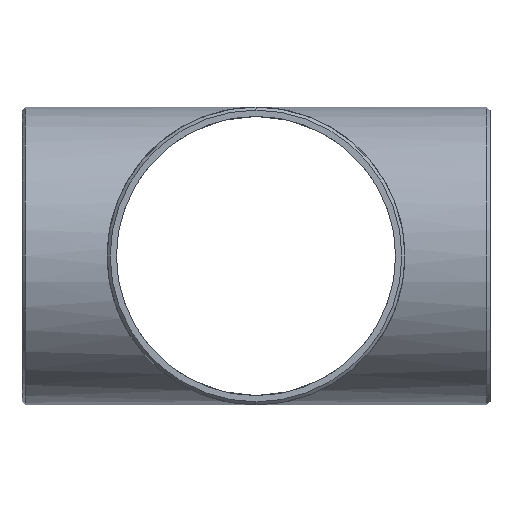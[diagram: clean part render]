
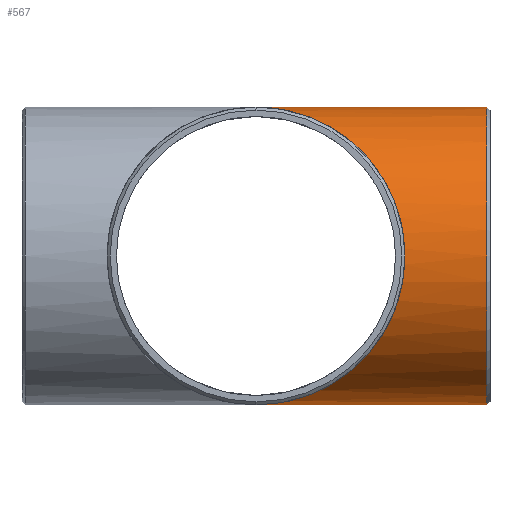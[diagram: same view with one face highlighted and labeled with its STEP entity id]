
A CAD part, left-side view. The second image highlights one B-rep face of the part: STEP entity #567.
In plain terms, the highlighted cylindrical face has radius 177.8 mm (diameter 355.6 mm), a partial arc.
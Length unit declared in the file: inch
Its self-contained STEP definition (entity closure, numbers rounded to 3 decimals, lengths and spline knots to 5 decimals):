
#42 = DIRECTION ( 'NONE',  ( 0., 1., 0. ) ) ;
#71 = CARTESIAN_POINT ( 'NONE',  ( 0., 0., 7. ) ) ;
#84 = CARTESIAN_POINT ( 'NONE',  ( 0., -10.854, -7. ) ) ;
#132 = EDGE_CURVE ( 'NONE', #691, #375, #141, .T. ) ;
#141 = CIRCLE ( 'NONE', #309, 7. ) ;
#233 = CARTESIAN_POINT ( 'NONE',  ( 0., -11., 7. ) ) ;
#242 = EDGE_CURVE ( 'NONE', #503, #274, #442, .T. ) ;
#260 = FACE_OUTER_BOUND ( 'NONE', #546, .T. ) ;
#267 = CARTESIAN_POINT ( 'NONE',  ( 0., 0., 7. ) ) ;
#274 = VERTEX_POINT ( 'NONE', #71 ) ;
#284 = CARTESIAN_POINT ( 'NONE',  ( 0., -11., -7. ) ) ;
#309 = AXIS2_PLACEMENT_3D ( 'NONE', #704, #525, #465 ) ;
#322 = CARTESIAN_POINT ( 'NONE',  ( 0., 0., -7. ) ) ;
#349 = EDGE_CURVE ( 'NONE', #691, #503, #641, .T. ) ;
#371 = ORIENTED_EDGE ( 'NONE', *, *, #132, .T. ) ;
#375 = VERTEX_POINT ( 'NONE', #720 ) ;
#397 = DIRECTION ( 'NONE',  ( 0., 1., 0. ) ) ;
#400 = EDGE_CURVE ( 'NONE', #375, #274, #597, .T. ) ;
#422 = ORIENTED_EDGE ( 'NONE', *, *, #400, .T. ) ;
#434 = CARTESIAN_POINT ( 'NONE',  ( 0., -11., 0. ) ) ;
#442 =( BOUNDED_CURVE ( )  B_SPLINE_CURVE ( 3, ( #770, #528, #712, #267 ),
 .UNSPECIFIED., .F., .T. ) 
 B_SPLINE_CURVE_WITH_KNOTS ( ( 4, 4 ),
 ( 4.71239, 7.85398 ),
 .UNSPECIFIED. ) 
 CURVE ( )  GEOMETRIC_REPRESENTATION_ITEM ( )  RATIONAL_B_SPLINE_CURVE ( ( 1., 0.333, 0.333, 1. ) ) 
 REPRESENTATION_ITEM ( '' )  );
#451 = CYLINDRICAL_SURFACE ( 'NONE', #608, 7. ) ;
#465 = DIRECTION ( 'NONE',  ( 0., 0., -1. ) ) ;
#503 = VERTEX_POINT ( 'NONE', #322 ) ;
#525 = DIRECTION ( 'NONE',  ( 0., 1., 0. ) ) ;
#528 = CARTESIAN_POINT ( 'NONE',  ( -14., -14., -7. ) ) ;
#546 = EDGE_LOOP ( 'NONE', ( #371, #422, #802, #562 ) ) ;
#562 = ORIENTED_EDGE ( 'NONE', *, *, #349, .F. ) ;
#567 = ADVANCED_FACE ( 'NONE', ( #260 ), #451, .T. ) ;
#597 = LINE ( 'NONE', #233, #660 ) ;
#608 = AXIS2_PLACEMENT_3D ( 'NONE', #434, #705, #700 ) ;
#641 = LINE ( 'NONE', #284, #675 ) ;
#660 = VECTOR ( 'NONE', #42, 39.37008 ) ;
#675 = VECTOR ( 'NONE', #397, 39.37008 ) ;
#691 = VERTEX_POINT ( 'NONE', #84 ) ;
#700 = DIRECTION ( 'NONE',  ( 0., 0., -1. ) ) ;
#704 = CARTESIAN_POINT ( 'NONE',  ( 0., -10.854, 0. ) ) ;
#705 = DIRECTION ( 'NONE',  ( 0., 1., 0. ) ) ;
#712 = CARTESIAN_POINT ( 'NONE',  ( -14., -14., 7. ) ) ;
#720 = CARTESIAN_POINT ( 'NONE',  ( 0., -10.854, 7. ) ) ;
#770 = CARTESIAN_POINT ( 'NONE',  ( 0., 0., -7. ) ) ;
#802 = ORIENTED_EDGE ( 'NONE', *, *, #242, .F. ) ;
